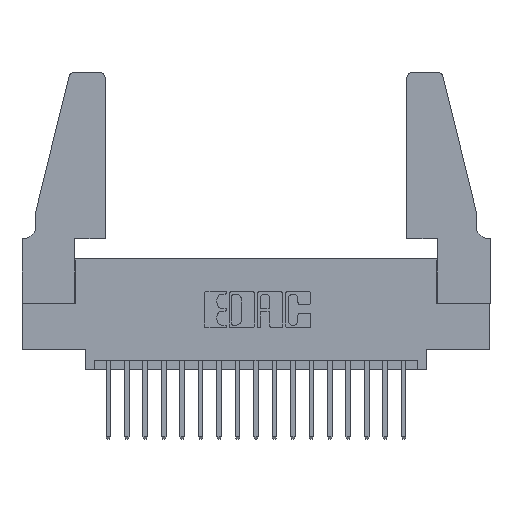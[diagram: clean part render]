
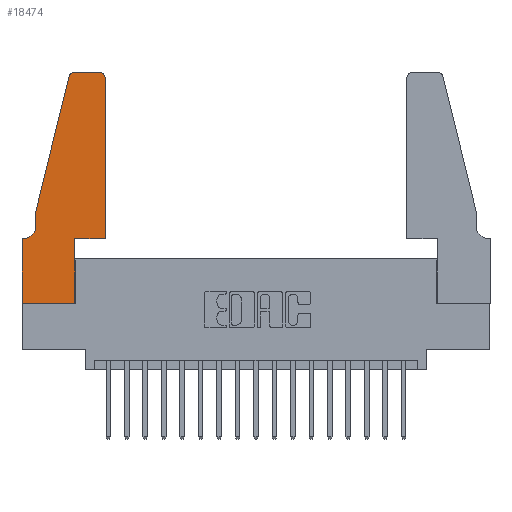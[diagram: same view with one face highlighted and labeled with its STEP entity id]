
A CAD part, top view. The second image highlights one B-rep face of the part: STEP entity #18474.
In plain terms, the highlighted planar face has unit normal (0, 0, 1).
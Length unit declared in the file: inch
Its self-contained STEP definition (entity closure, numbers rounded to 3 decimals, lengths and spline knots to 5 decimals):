
#365 = DIRECTION ( 'NONE',  ( 1., 0., 0. ) ) ;
#417 = FACE_OUTER_BOUND ( 'NONE', #11295, .T. ) ;
#500 = VERTEX_POINT ( 'NONE', #15561 ) ;
#893 = ORIENTED_EDGE ( 'NONE', *, *, #1542, .T. ) ;
#1054 = CARTESIAN_POINT ( 'NONE',  ( 0.0055, 0.42, 0.37 ) ) ;
#1203 = CARTESIAN_POINT ( 'NONE',  ( 0.2865, 0., 0.37 ) ) ;
#1454 = CIRCLE ( 'NONE', #13696, 0.07 ) ;
#1542 = EDGE_CURVE ( 'NONE', #10545, #4283, #14000, .T. ) ;
#1610 = CARTESIAN_POINT ( 'NONE',  ( 0.284, 1.22, 0.37 ) ) ;
#1996 = CARTESIAN_POINT ( 'NONE',  ( 0., 0., 0.37 ) ) ;
#2008 = EDGE_CURVE ( 'NONE', #500, #12092, #7993, .T. ) ;
#2011 = ORIENTED_EDGE ( 'NONE', *, *, #3546, .T. ) ;
#2038 = CARTESIAN_POINT ( 'NONE',  ( 0.4205, 1.25, 0.37 ) ) ;
#2254 = VERTEX_POINT ( 'NONE', #7906 ) ;
#2952 = VECTOR ( 'NONE', #17948, 39.37008 ) ;
#3011 = AXIS2_PLACEMENT_3D ( 'NONE', #1610, #5868, #7534 ) ;
#3171 = CARTESIAN_POINT ( 'NONE',  ( 0.25487, 1.22718, 0.37 ) ) ;
#3546 = EDGE_CURVE ( 'NONE', #10249, #500, #15754, .T. ) ;
#3636 = VERTEX_POINT ( 'NONE', #10701 ) ;
#4077 = EDGE_CURVE ( 'NONE', #3636, #6690, #14456, .T. ) ;
#4283 = VERTEX_POINT ( 'NONE', #12159 ) ;
#4383 = PLANE ( 'NONE',  #4458 ) ;
#4458 = AXIS2_PLACEMENT_3D ( 'NONE', #17574, #7546, #6009 ) ;
#4537 = DIRECTION ( 'NONE',  ( 0., 1., 0. ) ) ;
#5267 = LINE ( 'NONE', #8330, #2952 ) ;
#5432 = DIRECTION ( 'NONE',  ( -1., 0., 0. ) ) ;
#5495 = VECTOR ( 'NONE', #11673, 39.37008 ) ;
#5702 = CARTESIAN_POINT ( 'NONE',  ( 0.2605, 1.25, 0.37 ) ) ;
#5868 = DIRECTION ( 'NONE',  ( 0., 0., 1. ) ) ;
#6009 = DIRECTION ( 'NONE',  ( 1., 0., 0. ) ) ;
#6466 = VECTOR ( 'NONE', #365, 39.37008 ) ;
#6690 = VERTEX_POINT ( 'NONE', #15364 ) ;
#6856 = LINE ( 'NONE', #8584, #13044 ) ;
#6886 = ORIENTED_EDGE ( 'NONE', *, *, #2008, .T. ) ;
#7199 = CARTESIAN_POINT ( 'NONE',  ( 0.0755, 0.35, 0.37 ) ) ;
#7355 = CARTESIAN_POINT ( 'NONE',  ( 0.4505, 0.35, 0.37 ) ) ;
#7367 = VECTOR ( 'NONE', #8599, 39.37008 ) ;
#7534 = DIRECTION ( 'NONE',  ( 1., 0., 0. ) ) ;
#7546 = DIRECTION ( 'NONE',  ( 0., 0., 1. ) ) ;
#7906 = CARTESIAN_POINT ( 'NONE',  ( 0.0055, 0.35, 0.37 ) ) ;
#7993 = CIRCLE ( 'NONE', #3011, 0.03 ) ;
#8284 = EDGE_CURVE ( 'NONE', #16644, #10249, #14048, .T. ) ;
#8330 = CARTESIAN_POINT ( 'NONE',  ( 0.2865, 0.35, 0.37 ) ) ;
#8584 = CARTESIAN_POINT ( 'NONE',  ( 0.4505, 0.35, 0.37 ) ) ;
#8594 = VERTEX_POINT ( 'NONE', #11765 ) ;
#8599 = DIRECTION ( 'NONE',  ( -0.239, -0.971, 0. ) ) ;
#8831 = CARTESIAN_POINT ( 'NONE',  ( 0.4505, 0.35, 0.37 ) ) ;
#8962 = VECTOR ( 'NONE', #12930, 39.37008 ) ;
#9700 = CARTESIAN_POINT ( 'NONE',  ( 0.0755, 0.5, 0.37 ) ) ;
#9913 = CARTESIAN_POINT ( 'NONE',  ( 0.4205, 1.22, 0.37 ) ) ;
#9981 = DIRECTION ( 'NONE',  ( 1., 0., 0. ) ) ;
#10095 = VECTOR ( 'NONE', #11240, 39.37008 ) ;
#10249 = VERTEX_POINT ( 'NONE', #2038 ) ;
#10457 = VECTOR ( 'NONE', #13287, 39.37008 ) ;
#10508 = VERTEX_POINT ( 'NONE', #8831 ) ;
#10545 = VERTEX_POINT ( 'NONE', #12835 ) ;
#10701 = CARTESIAN_POINT ( 'NONE',  ( 0.0755, 0.5, 0.37 ) ) ;
#11011 = CARTESIAN_POINT ( 'NONE',  ( 0.4505, 1.22, 0.37 ) ) ;
#11085 = DIRECTION ( 'NONE',  ( 0., -1., 0. ) ) ;
#11207 = ORIENTED_EDGE ( 'NONE', *, *, #18577, .T. ) ;
#11232 = VECTOR ( 'NONE', #11085, 39.37008 ) ;
#11240 = DIRECTION ( 'NONE',  ( 0., -1., 0. ) ) ;
#11295 = EDGE_LOOP ( 'NONE', ( #2011, #6886, #17700, #14517, #15603, #17294, #893, #16372, #17069, #11207, #17562, #18443 ) ) ;
#11673 = DIRECTION ( 'NONE',  ( 1., 0., 0. ) ) ;
#11765 = CARTESIAN_POINT ( 'NONE',  ( 0.2865, 0.35, 0.37 ) ) ;
#12092 = VERTEX_POINT ( 'NONE', #3171 ) ;
#12159 = CARTESIAN_POINT ( 'NONE',  ( 0., 0., 0.37 ) ) ;
#12322 = EDGE_CURVE ( 'NONE', #12092, #3636, #16330, .T. ) ;
#12361 = EDGE_CURVE ( 'NONE', #2254, #10545, #12895, .T. ) ;
#12766 = DIRECTION ( 'NONE',  ( 0., 0., -1. ) ) ;
#12774 = EDGE_CURVE ( 'NONE', #14800, #8594, #5267, .T. ) ;
#12835 = CARTESIAN_POINT ( 'NONE',  ( 0., 0.35, 0.37 ) ) ;
#12890 = DIRECTION ( 'NONE',  ( 0., 0., 1. ) ) ;
#12895 = LINE ( 'NONE', #7199, #8962 ) ;
#12930 = DIRECTION ( 'NONE',  ( -1., 0., 0. ) ) ;
#13044 = VECTOR ( 'NONE', #4537, 39.37008 ) ;
#13287 = DIRECTION ( 'NONE',  ( -1., 0., 0. ) ) ;
#13696 = AXIS2_PLACEMENT_3D ( 'NONE', #1054, #12766, #5432 ) ;
#13743 = CARTESIAN_POINT ( 'NONE',  ( 0., 0., 0.37 ) ) ;
#14000 = LINE ( 'NONE', #1996, #11232 ) ;
#14048 = CIRCLE ( 'NONE', #14433, 0.03 ) ;
#14059 = EDGE_CURVE ( 'NONE', #10508, #16644, #6856, .T. ) ;
#14433 = AXIS2_PLACEMENT_3D ( 'NONE', #9913, #12890, #9981 ) ;
#14456 = LINE ( 'NONE', #9700, #10095 ) ;
#14517 = ORIENTED_EDGE ( 'NONE', *, *, #4077, .T. ) ;
#14800 = VERTEX_POINT ( 'NONE', #1203 ) ;
#15364 = CARTESIAN_POINT ( 'NONE',  ( 0.0755, 0.42, 0.37 ) ) ;
#15561 = CARTESIAN_POINT ( 'NONE',  ( 0.284, 1.25, 0.37 ) ) ;
#15603 = ORIENTED_EDGE ( 'NONE', *, *, #16344, .T. ) ;
#15754 = LINE ( 'NONE', #5702, #10457 ) ;
#16330 = LINE ( 'NONE', #18892, #7367 ) ;
#16344 = EDGE_CURVE ( 'NONE', #6690, #2254, #1454, .T. ) ;
#16372 = ORIENTED_EDGE ( 'NONE', *, *, #17234, .T. ) ;
#16644 = VERTEX_POINT ( 'NONE', #11011 ) ;
#17069 = ORIENTED_EDGE ( 'NONE', *, *, #12774, .T. ) ;
#17223 = LINE ( 'NONE', #7355, #5495 ) ;
#17234 = EDGE_CURVE ( 'NONE', #4283, #14800, #18860, .T. ) ;
#17294 = ORIENTED_EDGE ( 'NONE', *, *, #12361, .T. ) ;
#17562 = ORIENTED_EDGE ( 'NONE', *, *, #14059, .T. ) ;
#17574 = CARTESIAN_POINT ( 'NONE',  ( 0., 0.35, 0.37 ) ) ;
#17700 = ORIENTED_EDGE ( 'NONE', *, *, #12322, .T. ) ;
#17948 = DIRECTION ( 'NONE',  ( 0., 1., 0. ) ) ;
#18443 = ORIENTED_EDGE ( 'NONE', *, *, #8284, .T. ) ;
#18474 = ADVANCED_FACE ( 'NONE', ( #417 ), #4383, .T. ) ;
#18577 = EDGE_CURVE ( 'NONE', #8594, #10508, #17223, .T. ) ;
#18860 = LINE ( 'NONE', #13743, #6466 ) ;
#18892 = CARTESIAN_POINT ( 'NONE',  ( 0.0755, 0.5, 0.37 ) ) ;
